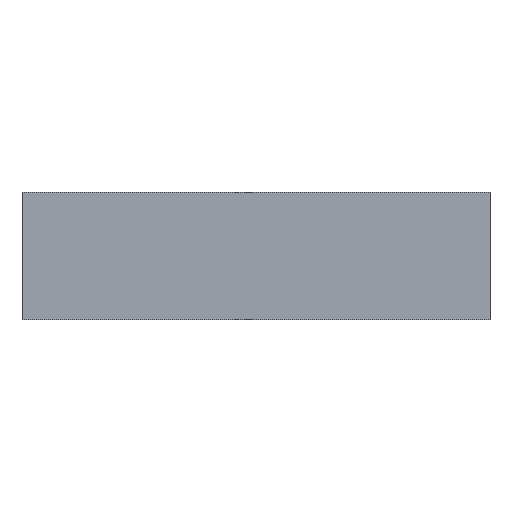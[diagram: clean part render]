
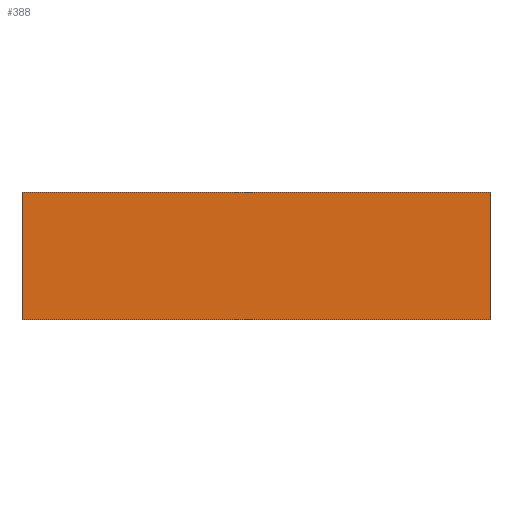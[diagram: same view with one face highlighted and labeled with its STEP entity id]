
A CAD part, front view. The second image highlights one B-rep face of the part: STEP entity #388.
In plain terms, the highlighted planar face has unit normal (0, -1, 0).
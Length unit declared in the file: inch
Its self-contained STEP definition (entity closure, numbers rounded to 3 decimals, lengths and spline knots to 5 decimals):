
#388 = ADVANCED_FACE( '', ( #824 ), #825, .F. );
#824 = FACE_OUTER_BOUND( '', #1272, .T. );
#825 = PLANE( '', #1273 );
#1272 = EDGE_LOOP( '', ( #2391, #2392, #2393, #2394 ) );
#1273 = AXIS2_PLACEMENT_3D( '', #2395, #2396, #2397 );
#2391 = ORIENTED_EDGE( '', *, *, #2580, .T. );
#2392 = ORIENTED_EDGE( '', *, *, #2847, .F. );
#2393 = ORIENTED_EDGE( '', *, *, #2988, .F. );
#2394 = ORIENTED_EDGE( '', *, *, #2731, .T. );
#2395 = CARTESIAN_POINT( '', ( 2.75, 0., 0.75 ) );
#2396 = DIRECTION( '', ( 0., 1., 0. ) );
#2397 = DIRECTION( '', ( 0., 0., 1. ) );
#2580 = EDGE_CURVE( '', #3082, #3080, #3083, .T. );
#2731 = EDGE_CURVE( '', #3354, #3082, #3355, .T. );
#2847 = EDGE_CURVE( '', #3513, #3080, #3515, .T. );
#2988 = EDGE_CURVE( '', #3354, #3513, #3689, .T. );
#3080 = VERTEX_POINT( '', #3802 );
#3082 = VERTEX_POINT( '', #3805 );
#3083 = LINE( '', #3806, #3807 );
#3354 = VERTEX_POINT( '', #4170 );
#3355 = LINE( '', #4171, #4172 );
#3513 = VERTEX_POINT( '', #4391 );
#3515 = LINE( '', #4394, #4395 );
#3689 = LINE( '', #4630, #4631 );
#3802 = CARTESIAN_POINT( '', ( 0., 0., 0. ) );
#3805 = CARTESIAN_POINT( '', ( 0., 0., 0.75 ) );
#3806 = CARTESIAN_POINT( '', ( 0., 0., 0.75 ) );
#3807 = VECTOR( '', #4709, 39.37008 );
#4170 = CARTESIAN_POINT( '', ( 2.75, 0., 0.75 ) );
#4171 = CARTESIAN_POINT( '', ( 2.75, 0., 0.75 ) );
#4172 = VECTOR( '', #4937, 39.37008 );
#4391 = CARTESIAN_POINT( '', ( 2.75, 0., 0. ) );
#4394 = CARTESIAN_POINT( '', ( 2.75, 0., 0. ) );
#4395 = VECTOR( '', #5060, 39.37008 );
#4630 = CARTESIAN_POINT( '', ( 2.75, 0., 0.75 ) );
#4631 = VECTOR( '', #5173, 39.37008 );
#4709 = DIRECTION( '', ( 0., 0., -1. ) );
#4937 = DIRECTION( '', ( -1., 0., 0. ) );
#5060 = DIRECTION( '', ( -1., 0., 0. ) );
#5173 = DIRECTION( '', ( 0., 0., -1. ) );
